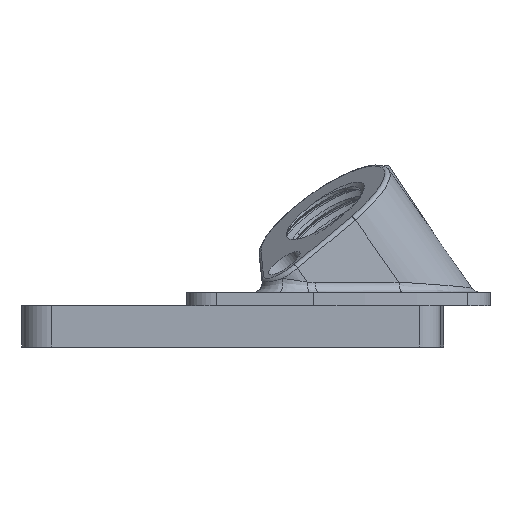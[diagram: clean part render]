
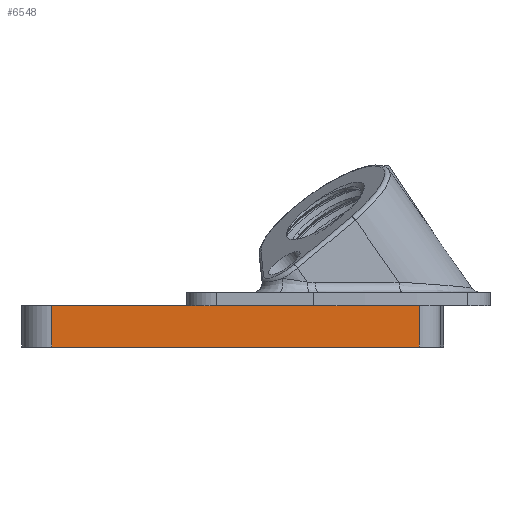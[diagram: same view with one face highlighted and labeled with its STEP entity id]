
A CAD part, left-side view. The second image highlights one B-rep face of the part: STEP entity #6548.
In plain terms, the highlighted planar face has unit normal (-1, 0, 0).
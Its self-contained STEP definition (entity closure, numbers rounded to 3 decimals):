
#2613 = PLANE('',#2614);
#2614 = AXIS2_PLACEMENT_3D('',#2615,#2616,#2617);
#2615 = CARTESIAN_POINT('',(0.,0.,-1.6));
#2616 = DIRECTION('',(0.,0.,1.));
#2617 = DIRECTION('',(1.,0.,0.));
#3076 = VERTEX_POINT('',#3077);
#3077 = CARTESIAN_POINT('',(-72.8,18.4,-1.6));
#3091 = PLANE('',#3092);
#3092 = AXIS2_PLACEMENT_3D('',#3093,#3094,#3095);
#3093 = CARTESIAN_POINT('',(0.,12.8,-1.6));
#3094 = DIRECTION('',(0.,0.,-1.));
#3095 = DIRECTION('',(-1.,0.,0.));
#5009 = EDGE_CURVE('',#3076,#5010,#5012,.T.);
#5010 = VERTEX_POINT('',#5011);
#5011 = CARTESIAN_POINT('',(-72.8,-9.8,-1.6));
#5012 = SURFACE_CURVE('',#5013,(#5017,#5024),.PCURVE_S1.);
#5013 = LINE('',#5014,#5015);
#5014 = CARTESIAN_POINT('',(-72.8,-4.9,-1.6));
#5015 = VECTOR('',#5016,1.);
#5016 = DIRECTION('',(0.,-1.,0.));
#5017 = PCURVE('',#2613,#5018);
#5018 = DEFINITIONAL_REPRESENTATION('',(#5019),#5023);
#5019 = LINE('',#5020,#5021);
#5020 = CARTESIAN_POINT('',(-72.8,-4.9));
#5021 = VECTOR('',#5022,1.);
#5022 = DIRECTION('',(0.,-1.));
#5023 = ( GEOMETRIC_REPRESENTATION_CONTEXT(2) 
PARAMETRIC_REPRESENTATION_CONTEXT() REPRESENTATION_CONTEXT('2D SPACE',''
  ) );
#5024 = PCURVE('',#5025,#5030);
#5025 = PLANE('',#5026);
#5026 = AXIS2_PLACEMENT_3D('',#5027,#5028,#5029);
#5027 = CARTESIAN_POINT('',(-72.8,-9.8,-1.6));
#5028 = DIRECTION('',(-1.,0.,0.));
#5029 = DIRECTION('',(0.,1.,0.));
#5030 = DEFINITIONAL_REPRESENTATION('',(#5031),#5035);
#5031 = LINE('',#5032,#5033);
#5032 = CARTESIAN_POINT('',(4.9,0.));
#5033 = VECTOR('',#5034,1.);
#5034 = DIRECTION('',(-1.,0.));
#5035 = ( GEOMETRIC_REPRESENTATION_CONTEXT(2) 
PARAMETRIC_REPRESENTATION_CONTEXT() REPRESENTATION_CONTEXT('2D SPACE',''
  ) );
#5054 = CYLINDRICAL_SURFACE('',#5055,2.6);
#5055 = AXIS2_PLACEMENT_3D('',#5056,#5057,#5058);
#5056 = CARTESIAN_POINT('',(-70.2,-9.8,-1.6));
#5057 = DIRECTION('',(0.,0.,-1.));
#5058 = DIRECTION('',(0.,-1.,0.));
#5580 = VERTEX_POINT('',#5581);
#5581 = CARTESIAN_POINT('',(-72.8,34.8,-1.6));
#5596 = CYLINDRICAL_SURFACE('',#5597,3.6);
#5597 = AXIS2_PLACEMENT_3D('',#5598,#5599,#5600);
#5598 = CARTESIAN_POINT('',(-69.2,34.8,-1.6));
#5599 = DIRECTION('',(0.,0.,-1.));
#5600 = DIRECTION('',(-1.,0.,0.));
#5608 = EDGE_CURVE('',#3076,#5580,#5609,.T.);
#5609 = SURFACE_CURVE('',#5610,(#5614,#5621),.PCURVE_S1.);
#5610 = LINE('',#5611,#5612);
#5611 = CARTESIAN_POINT('',(-72.8,-9.8,-1.6));
#5612 = VECTOR('',#5613,1.);
#5613 = DIRECTION('',(0.,1.,0.));
#5614 = PCURVE('',#3091,#5615);
#5615 = DEFINITIONAL_REPRESENTATION('',(#5616),#5620);
#5616 = LINE('',#5617,#5618);
#5617 = CARTESIAN_POINT('',(72.8,-22.6));
#5618 = VECTOR('',#5619,1.);
#5619 = DIRECTION('',(0.,1.));
#5620 = ( GEOMETRIC_REPRESENTATION_CONTEXT(2) 
PARAMETRIC_REPRESENTATION_CONTEXT() REPRESENTATION_CONTEXT('2D SPACE',''
  ) );
#5621 = PCURVE('',#5025,#5622);
#5622 = DEFINITIONAL_REPRESENTATION('',(#5623),#5627);
#5623 = LINE('',#5624,#5625);
#5624 = CARTESIAN_POINT('',(0.,0.));
#5625 = VECTOR('',#5626,1.);
#5626 = DIRECTION('',(1.,0.));
#5627 = ( GEOMETRIC_REPRESENTATION_CONTEXT(2) 
PARAMETRIC_REPRESENTATION_CONTEXT() REPRESENTATION_CONTEXT('2D SPACE',''
  ) );
#6548 = ADVANCED_FACE('',(#6549),#5025,.T.);
#6549 = FACE_BOUND('',#6550,.T.);
#6550 = EDGE_LOOP('',(#6551,#6552,#6553,#6576,#6604));
#6551 = ORIENTED_EDGE('',*,*,#5009,.F.);
#6552 = ORIENTED_EDGE('',*,*,#5608,.T.);
#6553 = ORIENTED_EDGE('',*,*,#6554,.T.);
#6554 = EDGE_CURVE('',#5580,#6555,#6557,.T.);
#6555 = VERTEX_POINT('',#6556);
#6556 = CARTESIAN_POINT('',(-72.8,34.8,-6.6));
#6557 = SURFACE_CURVE('',#6558,(#6562,#6569),.PCURVE_S1.);
#6558 = LINE('',#6559,#6560);
#6559 = CARTESIAN_POINT('',(-72.8,34.8,-1.6));
#6560 = VECTOR('',#6561,1.);
#6561 = DIRECTION('',(0.,0.,-1.));
#6562 = PCURVE('',#5025,#6563);
#6563 = DEFINITIONAL_REPRESENTATION('',(#6564),#6568);
#6564 = LINE('',#6565,#6566);
#6565 = CARTESIAN_POINT('',(44.6,0.));
#6566 = VECTOR('',#6567,1.);
#6567 = DIRECTION('',(0.,1.));
#6568 = ( GEOMETRIC_REPRESENTATION_CONTEXT(2) 
PARAMETRIC_REPRESENTATION_CONTEXT() REPRESENTATION_CONTEXT('2D SPACE',''
  ) );
#6569 = PCURVE('',#5596,#6570);
#6570 = DEFINITIONAL_REPRESENTATION('',(#6571),#6575);
#6571 = LINE('',#6572,#6573);
#6572 = CARTESIAN_POINT('',(0.,0.));
#6573 = VECTOR('',#6574,1.);
#6574 = DIRECTION('',(0.,1.));
#6575 = ( GEOMETRIC_REPRESENTATION_CONTEXT(2) 
PARAMETRIC_REPRESENTATION_CONTEXT() REPRESENTATION_CONTEXT('2D SPACE',''
  ) );
#6576 = ORIENTED_EDGE('',*,*,#6577,.F.);
#6577 = EDGE_CURVE('',#6578,#6555,#6580,.T.);
#6578 = VERTEX_POINT('',#6579);
#6579 = CARTESIAN_POINT('',(-72.8,-9.8,-6.6));
#6580 = SURFACE_CURVE('',#6581,(#6585,#6592),.PCURVE_S1.);
#6581 = LINE('',#6582,#6583);
#6582 = CARTESIAN_POINT('',(-72.8,-9.8,-6.6));
#6583 = VECTOR('',#6584,1.);
#6584 = DIRECTION('',(0.,1.,0.));
#6585 = PCURVE('',#5025,#6586);
#6586 = DEFINITIONAL_REPRESENTATION('',(#6587),#6591);
#6587 = LINE('',#6588,#6589);
#6588 = CARTESIAN_POINT('',(0.,5.));
#6589 = VECTOR('',#6590,1.);
#6590 = DIRECTION('',(1.,0.));
#6591 = ( GEOMETRIC_REPRESENTATION_CONTEXT(2) 
PARAMETRIC_REPRESENTATION_CONTEXT() REPRESENTATION_CONTEXT('2D SPACE',''
  ) );
#6592 = PCURVE('',#6593,#6598);
#6593 = PLANE('',#6594);
#6594 = AXIS2_PLACEMENT_3D('',#6595,#6596,#6597);
#6595 = CARTESIAN_POINT('',(0.,12.8,-6.6));
#6596 = DIRECTION('',(0.,0.,-1.));
#6597 = DIRECTION('',(-1.,0.,0.));
#6598 = DEFINITIONAL_REPRESENTATION('',(#6599),#6603);
#6599 = LINE('',#6600,#6601);
#6600 = CARTESIAN_POINT('',(72.8,-22.6));
#6601 = VECTOR('',#6602,1.);
#6602 = DIRECTION('',(0.,1.));
#6603 = ( GEOMETRIC_REPRESENTATION_CONTEXT(2) 
PARAMETRIC_REPRESENTATION_CONTEXT() REPRESENTATION_CONTEXT('2D SPACE',''
  ) );
#6604 = ORIENTED_EDGE('',*,*,#6605,.F.);
#6605 = EDGE_CURVE('',#5010,#6578,#6606,.T.);
#6606 = SURFACE_CURVE('',#6607,(#6611,#6618),.PCURVE_S1.);
#6607 = LINE('',#6608,#6609);
#6608 = CARTESIAN_POINT('',(-72.8,-9.8,-1.6));
#6609 = VECTOR('',#6610,1.);
#6610 = DIRECTION('',(0.,0.,-1.));
#6611 = PCURVE('',#5025,#6612);
#6612 = DEFINITIONAL_REPRESENTATION('',(#6613),#6617);
#6613 = LINE('',#6614,#6615);
#6614 = CARTESIAN_POINT('',(0.,0.));
#6615 = VECTOR('',#6616,1.);
#6616 = DIRECTION('',(0.,1.));
#6617 = ( GEOMETRIC_REPRESENTATION_CONTEXT(2) 
PARAMETRIC_REPRESENTATION_CONTEXT() REPRESENTATION_CONTEXT('2D SPACE',''
  ) );
#6618 = PCURVE('',#5054,#6619);
#6619 = DEFINITIONAL_REPRESENTATION('',(#6620),#6624);
#6620 = LINE('',#6621,#6622);
#6621 = CARTESIAN_POINT('',(1.571,0.));
#6622 = VECTOR('',#6623,1.);
#6623 = DIRECTION('',(0.,1.));
#6624 = ( GEOMETRIC_REPRESENTATION_CONTEXT(2) 
PARAMETRIC_REPRESENTATION_CONTEXT() REPRESENTATION_CONTEXT('2D SPACE',''
  ) );
